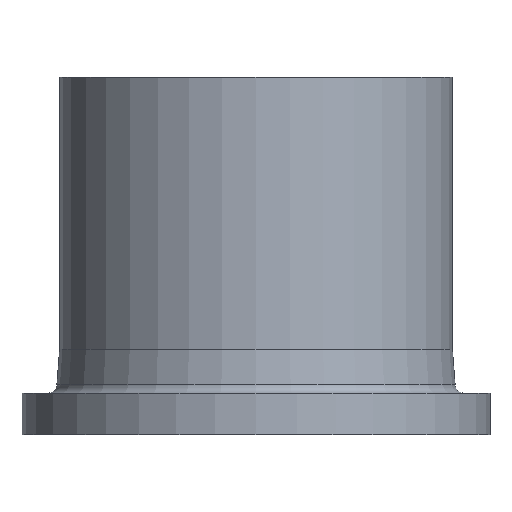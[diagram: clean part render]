
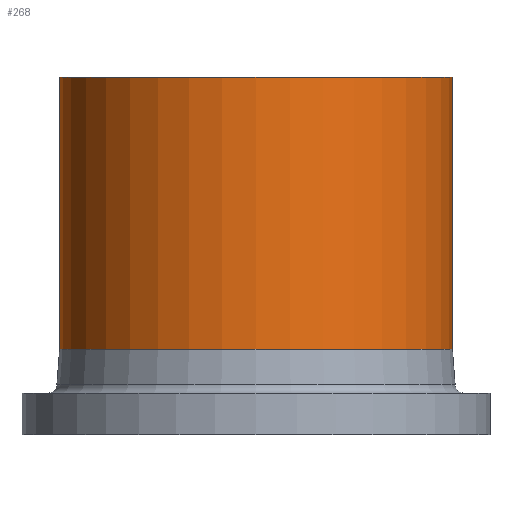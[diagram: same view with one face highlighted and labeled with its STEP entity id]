
A CAD part, front view. The second image highlights one B-rep face of the part: STEP entity #268.
In plain terms, the highlighted cylindrical face has radius 112.5 mm (diameter 225 mm), a partial arc.
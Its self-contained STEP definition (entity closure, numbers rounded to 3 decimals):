
#1 = VERTEX_POINT ( 'NONE', #392 ) ;
#10 = LINE ( 'NONE', #469, #51 ) ;
#30 = AXIS2_PLACEMENT_3D ( 'NONE', #242, #92, #282 ) ;
#49 = LINE ( 'NONE', #385, #464 ) ;
#51 = VECTOR ( 'NONE', #61, 1000. ) ;
#61 = DIRECTION ( 'NONE',  ( 0., 0., -1. ) ) ;
#70 = FACE_OUTER_BOUND ( 'NONE', #302, .T. ) ;
#74 = DIRECTION ( 'NONE',  ( 0., 0., -1. ) ) ;
#80 = ORIENTED_EDGE ( 'NONE', *, *, #146, .F. ) ;
#82 = VERTEX_POINT ( 'NONE', #134 ) ;
#92 = DIRECTION ( 'NONE',  ( 0., 0., -1. ) ) ;
#108 = CYLINDRICAL_SURFACE ( 'NONE', #407, 112.5 ) ;
#134 = CARTESIAN_POINT ( 'NONE',  ( 112.5, 0., 205. ) ) ;
#146 = EDGE_CURVE ( 'NONE', #226, #340, #249, .T. ) ;
#168 = CARTESIAN_POINT ( 'NONE',  ( 0., 0., 205. ) ) ;
#198 = ORIENTED_EDGE ( 'NONE', *, *, #342, .T. ) ;
#226 = VERTEX_POINT ( 'NONE', #361 ) ;
#242 = CARTESIAN_POINT ( 'NONE',  ( 0., 0., 49. ) ) ;
#249 = CIRCLE ( 'NONE', #30, 112.5 ) ;
#268 = ADVANCED_FACE ( 'NONE', ( #70 ), #108, .T. ) ;
#270 = DIRECTION ( 'NONE',  ( 0., 0., -1. ) ) ;
#276 = CARTESIAN_POINT ( 'NONE',  ( -112.5, 0., 49. ) ) ;
#282 = DIRECTION ( 'NONE',  ( -1., 0., 0. ) ) ;
#285 = DIRECTION ( 'NONE',  ( 0., 0., -1. ) ) ;
#302 = EDGE_LOOP ( 'NONE', ( #377, #462, #198, #80 ) ) ;
#330 = CARTESIAN_POINT ( 'NONE',  ( 0., 0., 0. ) ) ;
#340 = VERTEX_POINT ( 'NONE', #276 ) ;
#342 = EDGE_CURVE ( 'NONE', #1, #340, #49, .T. ) ;
#360 = DIRECTION ( 'NONE',  ( -1., 0., 0. ) ) ;
#361 = CARTESIAN_POINT ( 'NONE',  ( 112.5, 0., 49. ) ) ;
#376 = EDGE_CURVE ( 'NONE', #82, #226, #10, .T. ) ;
#377 = ORIENTED_EDGE ( 'NONE', *, *, #376, .F. ) ;
#385 = CARTESIAN_POINT ( 'NONE',  ( -112.5, 0., 0. ) ) ;
#392 = CARTESIAN_POINT ( 'NONE',  ( -112.5, 0., 205. ) ) ;
#397 = AXIS2_PLACEMENT_3D ( 'NONE', #168, #285, #360 ) ;
#407 = AXIS2_PLACEMENT_3D ( 'NONE', #330, #74, #408 ) ;
#408 = DIRECTION ( 'NONE',  ( -1., 0., 0. ) ) ;
#450 = EDGE_CURVE ( 'NONE', #82, #1, #480, .T. ) ;
#462 = ORIENTED_EDGE ( 'NONE', *, *, #450, .T. ) ;
#464 = VECTOR ( 'NONE', #270, 1000. ) ;
#469 = CARTESIAN_POINT ( 'NONE',  ( 112.5, 0., 0. ) ) ;
#480 = CIRCLE ( 'NONE', #397, 112.5 ) ;
